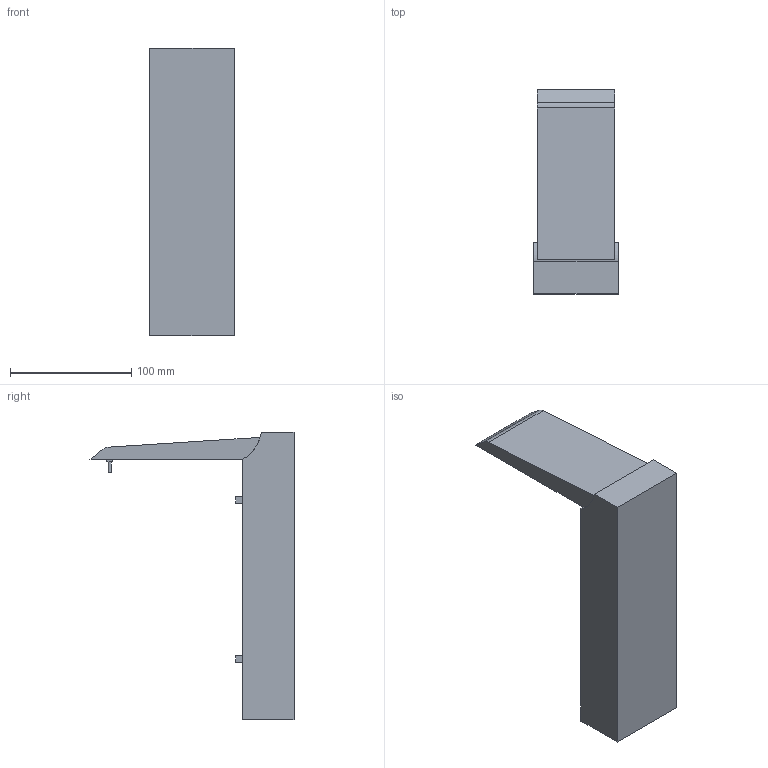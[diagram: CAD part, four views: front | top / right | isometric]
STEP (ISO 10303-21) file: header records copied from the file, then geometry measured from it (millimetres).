
FILE_DESCRIPTION (( 'STEP AP214' ), '1' );
FILE_NAME ('CFW320-KFB-T2.STEP', '2024-09-10T23:52:03', ( '' ), ( '' ), 'SwSTEP 2.0', 'SolidWorks 2021', '' );
FILE_SCHEMA (( 'AUTOMOTIVE_DESIGN' ));
Length unit declared in the file: inch
Products named in the file (1): CFW320-KFB-T2
Bounding box: 69.41 x 168.36 x 237 mm (x, y, z)
Volume: 792851.4 mm3; surface area: 78752.1 mm2
Topology: 1 solids, 1 shells, 69 faces, 162 edges, 108 vertices
Faces by surface type: plane 59, cylinder 10
Entity records: 1998 total; most frequent: CARTESIAN_POINT 340, ORIENTED_EDGE 324, DIRECTION 324, EDGE_CURVE 162, LINE 140, VECTOR 140, VERTEX_POINT 108, AXIS2_PLACEMENT_3D 92
